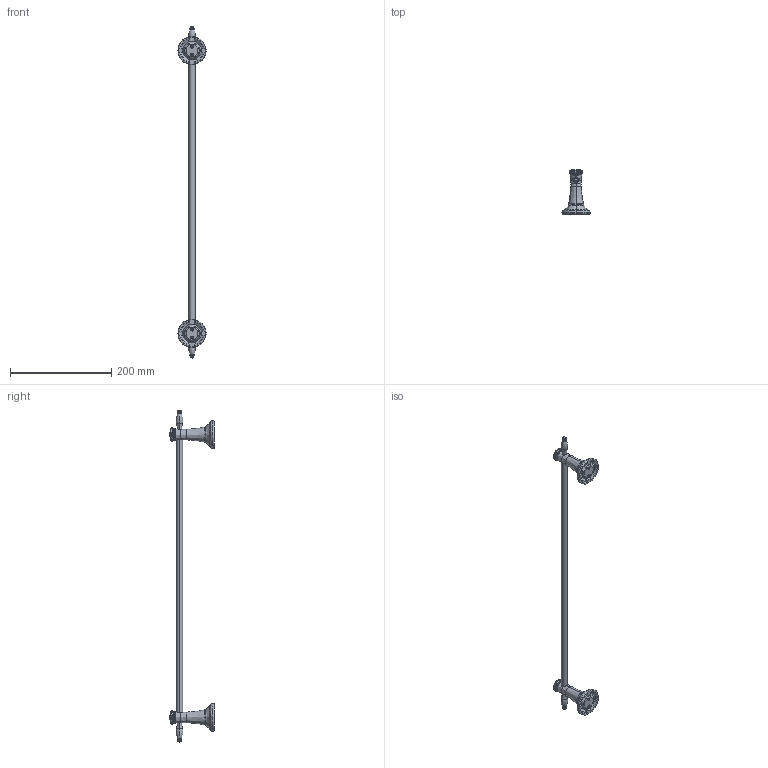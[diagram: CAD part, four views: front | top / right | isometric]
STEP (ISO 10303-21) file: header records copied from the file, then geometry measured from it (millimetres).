
FILE_DESCRIPTION (( 'STEP AP203' ), '1' );
FILE_NAME ('ARE09.STEP', '2021-05-14T05:25:53', ( '' ), ( '' ), 'SwSTEP 2.0', 'SolidWorks 2021', '' );
FILE_SCHEMA (( 'CONFIG_CONTROL_DESIGN' ));
Length unit declared in the file: millimetre
Products named in the file (12): P5651100_2; P565030_2; P565100; ARE09; P925220; 5X12_2; P565040; P565100_2; P5651100; P565030; 5X12; P235020
Assembly tree (17 placements, depth 2):
  ARE09
    P925220
    P565100
    P565100_2
    P5651100
    P5651100_2
    P565040  x2
    P565030  x2
    P565030_2  x2
    P235020  x2
    5X12_2  x2
    5X12  x2
Bounding box: 55.43 x 87.82 x 656.21 mm (x, y, z)
Volume: 65289.7 mm3; surface area: 88892.9 mm2
Topology: 11 solids, 19 shells, 564 faces, 1430 edges, 898 vertices
Faces by surface type: cylinder 240, bspline 152, plane 134, cone 34, torus 4
Entity records: 20611 total; most frequent: CARTESIAN_POINT 10844, ORIENTED_EDGE 1876, DIRECTION 1561, EDGE_CURVE 952, AXIS2_PLACEMENT_3D 608, VERTEX_POINT 605, EDGE_LOOP 405, FACE_OUTER_BOUND 374
